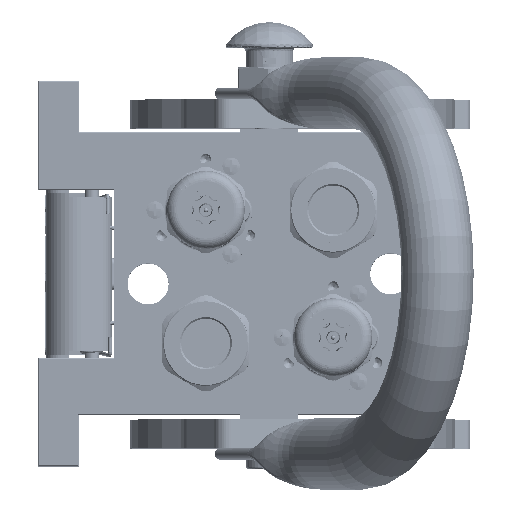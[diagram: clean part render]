
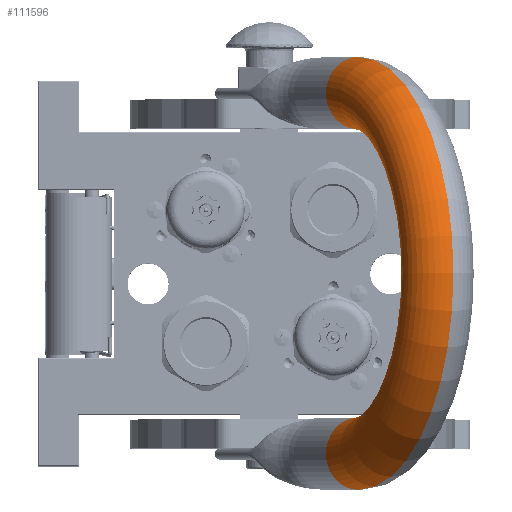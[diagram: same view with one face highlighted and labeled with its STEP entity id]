
A CAD part, top view. The second image highlights one B-rep face of the part: STEP entity #111596.
In plain terms, the highlighted toroidal (fillet/blend) face has major radius 62.25 mm and minor radius 12.5 mm.
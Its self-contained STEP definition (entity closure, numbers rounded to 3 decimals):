
#1118 = DIRECTION ( 'NONE',  ( 0., 1., 0. ) ) ;
#1691 = CARTESIAN_POINT ( 'NONE',  ( -62.25, 0., 25.25 ) ) ;
#2678 = DIRECTION ( 'NONE',  ( -1., 0., 0. ) ) ;
#13322 = DIRECTION ( 'NONE',  ( -1., 0., 0. ) ) ;
#14053 = DIRECTION ( 'NONE',  ( 0., 0., -1. ) ) ;
#18061 = CARTESIAN_POINT ( 'NONE',  ( -74.75, 0., 25.25 ) ) ;
#21628 = TOROIDAL_SURFACE ( 'NONE', #118957, 62.25, 12.5 ) ;
#27173 = CARTESIAN_POINT ( 'NONE',  ( 0., 0., 25.25 ) ) ;
#29963 = ORIENTED_EDGE ( 'NONE', *, *, #34788, .F. ) ;
#34702 = AXIS2_PLACEMENT_3D ( 'NONE', #1691, #129466, #2678 ) ;
#34788 = EDGE_CURVE ( 'NONE', #141106, #146308, #122306, .T. ) ;
#41612 = ORIENTED_EDGE ( 'NONE', *, *, #108182, .T. ) ;
#44398 = CARTESIAN_POINT ( 'NONE',  ( 74.75, 0., 25.25 ) ) ;
#50096 = DIRECTION ( 'NONE',  ( 1., 0., 0. ) ) ;
#54707 = CARTESIAN_POINT ( 'NONE',  ( 49.75, 0., 25.25 ) ) ;
#56726 = DIRECTION ( 'NONE',  ( -1., 0., 0. ) ) ;
#58891 = DIRECTION ( 'NONE',  ( 1., 0., 0. ) ) ;
#61336 = DIRECTION ( 'NONE',  ( 0., 1., 0. ) ) ;
#68735 = VERTEX_POINT ( 'NONE', #127562 ) ;
#68971 = FACE_OUTER_BOUND ( 'NONE', #114518, .T. ) ;
#72611 = AXIS2_PLACEMENT_3D ( 'NONE', #137576, #79606, #56726 ) ;
#73124 = VERTEX_POINT ( 'NONE', #18061 ) ;
#79606 = DIRECTION ( 'NONE',  ( 0., 1., 0. ) ) ;
#81800 = ORIENTED_EDGE ( 'NONE', *, *, #144377, .T. ) ;
#82051 = CIRCLE ( 'NONE', #108559, 49.75 ) ;
#92084 = ORIENTED_EDGE ( 'NONE', *, *, #136867, .F. ) ;
#92719 = AXIS2_PLACEMENT_3D ( 'NONE', #129110, #14053, #58891 ) ;
#108182 = EDGE_CURVE ( 'NONE', #73124, #68735, #116987, .T. ) ;
#108559 = AXIS2_PLACEMENT_3D ( 'NONE', #127410, #1118, #13322 ) ;
#111596 = ADVANCED_FACE ( 'NONE', ( #68971 ), #21628, .T. ) ;
#114518 = EDGE_LOOP ( 'NONE', ( #81800, #29963, #92084, #41612 ) ) ;
#116987 = CIRCLE ( 'NONE', #34702, 12.5 ) ;
#118957 = AXIS2_PLACEMENT_3D ( 'NONE', #27173, #61336, #50096 ) ;
#122306 = CIRCLE ( 'NONE', #92719, 12.5 ) ;
#127410 = CARTESIAN_POINT ( 'NONE',  ( 0., 0., 25.25 ) ) ;
#127562 = CARTESIAN_POINT ( 'NONE',  ( -49.75, 0., 25.25 ) ) ;
#129110 = CARTESIAN_POINT ( 'NONE',  ( 62.25, 0., 25.25 ) ) ;
#129466 = DIRECTION ( 'NONE',  ( 0., 0., 1. ) ) ;
#134666 = CIRCLE ( 'NONE', #72611, 74.75 ) ;
#136867 = EDGE_CURVE ( 'NONE', #73124, #141106, #134666, .T. ) ;
#137576 = CARTESIAN_POINT ( 'NONE',  ( 0., 0., 25.25 ) ) ;
#141106 = VERTEX_POINT ( 'NONE', #44398 ) ;
#144377 = EDGE_CURVE ( 'NONE', #68735, #146308, #82051, .T. ) ;
#146308 = VERTEX_POINT ( 'NONE', #54707 ) ;
